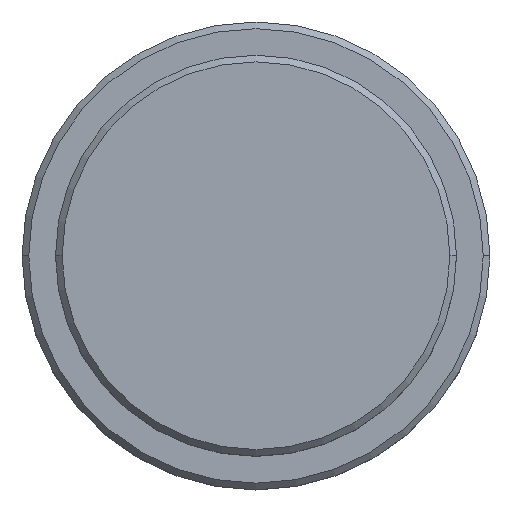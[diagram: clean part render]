
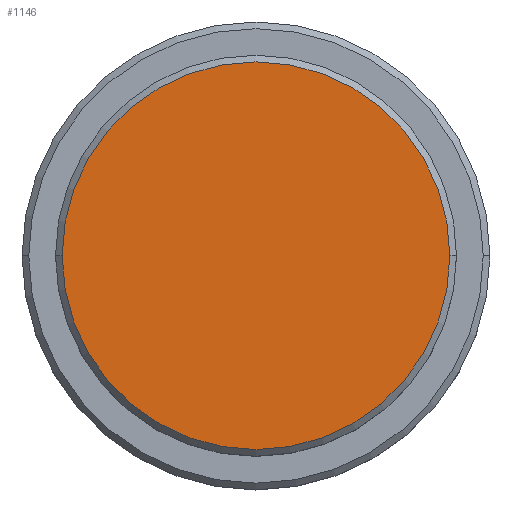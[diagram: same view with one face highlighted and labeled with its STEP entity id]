
A CAD part, top view. The second image highlights one B-rep face of the part: STEP entity #1146.
In plain terms, the highlighted planar face has unit normal (0, 0, 1).
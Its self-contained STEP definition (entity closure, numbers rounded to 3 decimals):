
#133 = PLANE ( 'NONE',  #504 ) ;
#169 = CARTESIAN_POINT ( 'NONE',  ( 0., 0., 0. ) ) ;
#274 = ORIENTED_EDGE ( 'NONE', *, *, #558, .T. ) ;
#279 = CARTESIAN_POINT ( 'NONE',  ( 14.5, 0., 0. ) ) ;
#293 = DIRECTION ( 'NONE',  ( 1., 0., 0. ) ) ;
#304 = AXIS2_PLACEMENT_3D ( 'NONE', #169, #833, #293 ) ;
#411 = DIRECTION ( 'NONE',  ( 0., 0., 1. ) ) ;
#459 = AXIS2_PLACEMENT_3D ( 'NONE', #1278, #411, #841 ) ;
#465 = ORIENTED_EDGE ( 'NONE', *, *, #862, .T. ) ;
#476 = DIRECTION ( 'NONE',  ( 0., 0., 1. ) ) ;
#504 = AXIS2_PLACEMENT_3D ( 'NONE', #1008, #476, #903 ) ;
#558 = EDGE_CURVE ( 'NONE', #691, #826, #1042, .T. ) ;
#617 = CIRCLE ( 'NONE', #304, 14.5 ) ;
#691 = VERTEX_POINT ( 'NONE', #915 ) ;
#826 = VERTEX_POINT ( 'NONE', #279 ) ;
#833 = DIRECTION ( 'NONE',  ( 0., 0., 1. ) ) ;
#841 = DIRECTION ( 'NONE',  ( 1., 0., 0. ) ) ;
#862 = EDGE_CURVE ( 'NONE', #826, #691, #617, .T. ) ;
#903 = DIRECTION ( 'NONE',  ( 1., 0., 0. ) ) ;
#915 = CARTESIAN_POINT ( 'NONE',  ( -14.5, 0., 0. ) ) ;
#1008 = CARTESIAN_POINT ( 'NONE',  ( 0., 0., 0. ) ) ;
#1042 = CIRCLE ( 'NONE', #459, 14.5 ) ;
#1108 = FACE_OUTER_BOUND ( 'NONE', #1168, .T. ) ;
#1146 = ADVANCED_FACE ( 'NONE', ( #1108 ), #133, .T. ) ;
#1168 = EDGE_LOOP ( 'NONE', ( #274, #465 ) ) ;
#1278 = CARTESIAN_POINT ( 'NONE',  ( 0., 0., 0. ) ) ;
